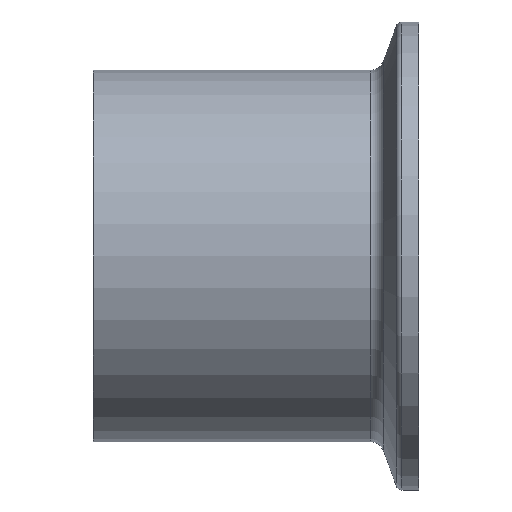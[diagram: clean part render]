
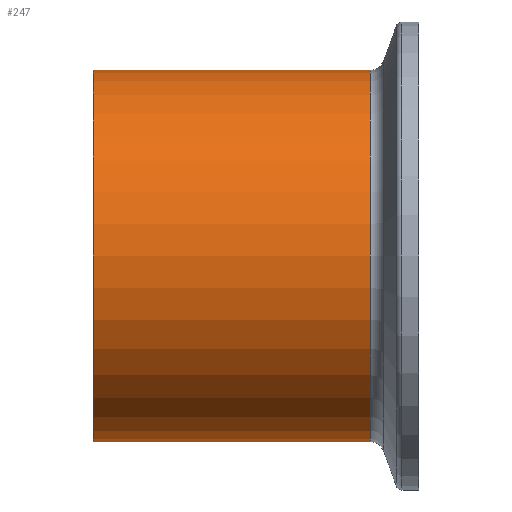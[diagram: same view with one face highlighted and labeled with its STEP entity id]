
A CAD part, front view. The second image highlights one B-rep face of the part: STEP entity #247.
In plain terms, the highlighted cylindrical face has radius 25.4 mm (diameter 50.8 mm), a full revolution.
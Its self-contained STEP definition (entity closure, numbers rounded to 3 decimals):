
#15=CYLINDRICAL_SURFACE('',#297,25.4);
#26=LINE('',#460,#32);
#32=VECTOR('',#372,25.4);
#46=FACE_OUTER_BOUND('',#63,.T.);
#63=EDGE_LOOP('',(#194,#195,#196,#197,#198));
#87=CIRCLE('',#298,25.4);
#88=CIRCLE('',#299,25.4);
#89=CIRCLE('',#300,25.4);
#114=VERTEX_POINT('',#456);
#115=VERTEX_POINT('',#457);
#116=VERTEX_POINT('',#459);
#143=EDGE_CURVE('',#114,#115,#87,.T.);
#144=EDGE_CURVE('',#114,#116,#26,.T.);
#145=EDGE_CURVE('',#116,#116,#88,.T.);
#146=EDGE_CURVE('',#115,#114,#89,.T.);
#194=ORIENTED_EDGE('',*,*,#143,.F.);
#195=ORIENTED_EDGE('',*,*,#144,.T.);
#196=ORIENTED_EDGE('',*,*,#145,.T.);
#197=ORIENTED_EDGE('',*,*,#144,.F.);
#198=ORIENTED_EDGE('',*,*,#146,.F.);
#247=ADVANCED_FACE('',(#46),#15,.T.);
#297=AXIS2_PLACEMENT_3D('',#455,#368,#369);
#298=AXIS2_PLACEMENT_3D('',#458,#370,#371);
#299=AXIS2_PLACEMENT_3D('',#461,#373,#374);
#300=AXIS2_PLACEMENT_3D('',#462,#375,#376);
#368=DIRECTION('center_axis',(1.,0.,0.));
#369=DIRECTION('ref_axis',(0.,1.,0.));
#370=DIRECTION('center_axis',(1.,0.,0.));
#371=DIRECTION('ref_axis',(0.,0.,-1.));
#372=DIRECTION('',(-1.,0.,0.));
#373=DIRECTION('center_axis',(1.,0.,0.));
#374=DIRECTION('ref_axis',(0.,0.,-1.));
#375=DIRECTION('center_axis',(1.,0.,0.));
#376=DIRECTION('ref_axis',(0.,0.,-1.));
#455=CARTESIAN_POINT('Origin',(-25.576,0.,
0.));
#456=CARTESIAN_POINT('',(-6.653,-25.4,0.));
#457=CARTESIAN_POINT('',(-6.653,0.,25.4));
#458=CARTESIAN_POINT('Origin',(-6.653,0.,
0.));
#459=CARTESIAN_POINT('',(-44.5,-25.4,0.));
#460=CARTESIAN_POINT('',(-25.576,-25.4,0.));
#461=CARTESIAN_POINT('Origin',(-44.5,0.,0.));
#462=CARTESIAN_POINT('Origin',(-6.653,0.,
0.));
